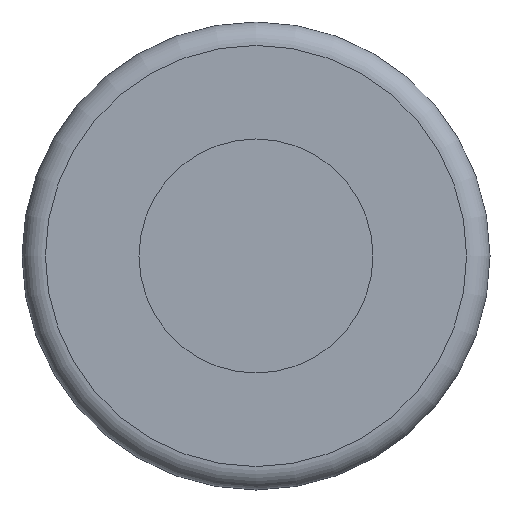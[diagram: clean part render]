
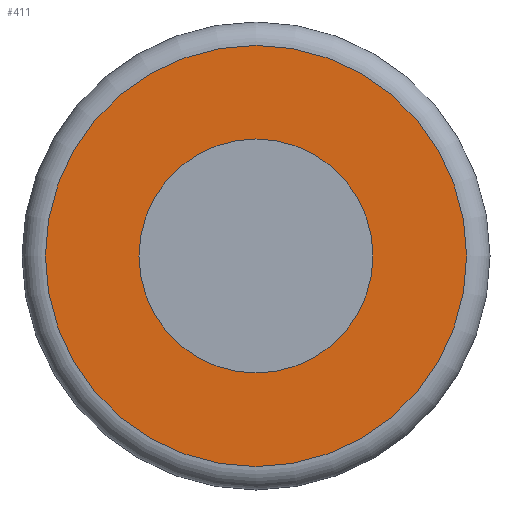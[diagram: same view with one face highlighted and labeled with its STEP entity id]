
A CAD part, front view. The second image highlights one B-rep face of the part: STEP entity #411.
In plain terms, the highlighted planar face has unit normal (0, -1, 0).
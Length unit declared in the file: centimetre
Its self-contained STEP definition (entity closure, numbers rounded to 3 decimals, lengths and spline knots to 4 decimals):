
#164=PLANE('',#436);
#181=VERTEX_POINT('',#524);
#184=VERTEX_POINT('',#532);
#211=CIRCLE('',#432,0.18);
#214=CIRCLE('',#437,0.1);
#220=EDGE_CURVE('',#181,#181,#211,.T.);
#223=EDGE_CURVE('',#184,#184,#214,.T.);
#269=ORIENTED_EDGE('',*,*,#223,.T.);
#270=ORIENTED_EDGE('',*,*,#220,.F.);
#359=EDGE_LOOP('',(#269));
#360=EDGE_LOOP('',(#270));
#386=FACE_BOUND('',#359,.T.);
#387=FACE_BOUND('',#360,.T.);
#411=ADVANCED_FACE('',(#386,#387),#164,.T.);
#432=AXIS2_PLACEMENT_3D('',#523,#460,#461);
#436=AXIS2_PLACEMENT_3D('',#530,#468,$);
#437=AXIS2_PLACEMENT_3D('',#531,#469,#470);
#460=DIRECTION('',(0.,1.,0.));
#461=DIRECTION('',(-0.18,0.,0.));
#468=DIRECTION('',(0.,-1.,0.));
#469=DIRECTION('',(0.,1.,0.));
#470=DIRECTION('',(0.1,0.,0.));
#523=CARTESIAN_POINT('',(0.,0.,0.));
#524=CARTESIAN_POINT('',(0.18,0.,0.));
#530=CARTESIAN_POINT('',(0.15,0.,0.));
#531=CARTESIAN_POINT('',(0.,0.,0.));
#532=CARTESIAN_POINT('',(0.1,0.,0.));
